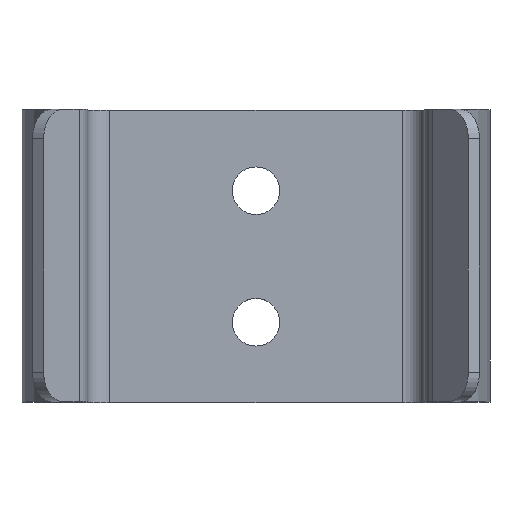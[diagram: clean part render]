
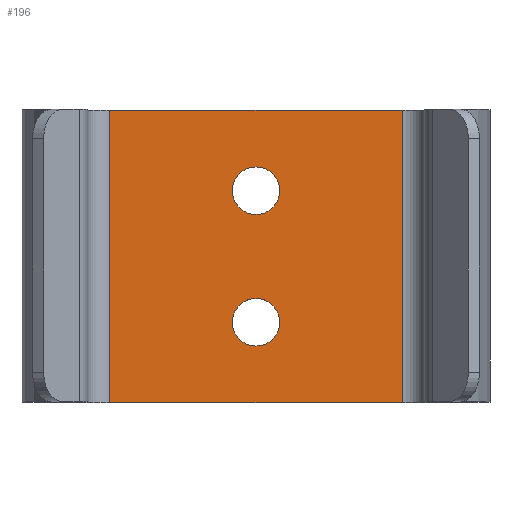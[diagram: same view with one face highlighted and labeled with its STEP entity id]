
A CAD part, top view. The second image highlights one B-rep face of the part: STEP entity #196.
In plain terms, the highlighted planar face has unit normal (0, 0, 1).
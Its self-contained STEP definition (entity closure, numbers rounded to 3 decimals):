
#107=FACE_BOUND('',#280,.T.);
#108=FACE_BOUND('',#281,.T.);
#109=FACE_BOUND('',#282,.T.);
#160=CIRCLE('',#825,3.25);
#161=CIRCLE('',#826,3.25);
#196=ADVANCED_FACE('',(#107,#108,#109),#223,.F.);
#223=PLANE('',#827);
#280=EDGE_LOOP('',(#374));
#281=EDGE_LOOP('',(#375));
#282=EDGE_LOOP('',(#376,#377,#378,#379));
#374=ORIENTED_EDGE('',*,*,#627,.F.);
#375=ORIENTED_EDGE('',*,*,#628,.F.);
#376=ORIENTED_EDGE('',*,*,#629,.T.);
#377=ORIENTED_EDGE('',*,*,#630,.F.);
#378=ORIENTED_EDGE('',*,*,#631,.F.);
#379=ORIENTED_EDGE('',*,*,#625,.T.);
#542=VERTEX_POINT('',#1190);
#543=VERTEX_POINT('',#1192);
#544=VERTEX_POINT('',#1196);
#545=VERTEX_POINT('',#1198);
#546=VERTEX_POINT('',#1200);
#547=VERTEX_POINT('',#1202);
#625=EDGE_CURVE('',#543,#542,#702,.T.);
#627=EDGE_CURVE('',#544,#544,#160,.T.);
#628=EDGE_CURVE('',#545,#545,#161,.T.);
#629=EDGE_CURVE('',#542,#546,#703,.T.);
#630=EDGE_CURVE('',#547,#546,#704,.T.);
#631=EDGE_CURVE('',#543,#547,#705,.T.);
#702=LINE('',#1191,#758);
#703=LINE('',#1199,#759);
#704=LINE('',#1201,#760);
#705=LINE('',#1203,#761);
#758=VECTOR('',#973,1.);
#759=VECTOR('',#982,1.);
#760=VECTOR('',#983,1.);
#761=VECTOR('',#984,1.);
#825=AXIS2_PLACEMENT_3D('',#1195,#978,#979);
#826=AXIS2_PLACEMENT_3D('',#1197,#980,#981);
#827=AXIS2_PLACEMENT_3D('',#1204,#985,#986);
#973=DIRECTION('',(0.,-1.,0.));
#978=DIRECTION('',(0.,0.,1.));
#979=DIRECTION('',(1.,0.,0.));
#980=DIRECTION('',(0.,0.,1.));
#981=DIRECTION('',(1.,0.,0.));
#982=DIRECTION('',(1.,0.,0.));
#983=DIRECTION('',(0.,-1.,0.));
#984=DIRECTION('',(1.,0.,0.));
#985=DIRECTION('',(0.,0.,-1.));
#986=DIRECTION('',(-1.,0.,0.));
#1190=CARTESIAN_POINT('',(-20.,0.,2.));
#1191=CARTESIAN_POINT('',(-20.,40.,2.));
#1192=CARTESIAN_POINT('',(-20.,40.,2.));
#1195=CARTESIAN_POINT('',(0.,29.,2.));
#1196=CARTESIAN_POINT('',(3.25,29.,2.));
#1197=CARTESIAN_POINT('',(0.,11.,2.));
#1198=CARTESIAN_POINT('',(3.25,11.,2.));
#1199=CARTESIAN_POINT('',(0.,0.,2.));
#1200=CARTESIAN_POINT('',(20.,0.,2.));
#1201=CARTESIAN_POINT('',(20.,40.,2.));
#1202=CARTESIAN_POINT('',(20.,40.,2.));
#1203=CARTESIAN_POINT('',(-20.,40.,2.));
#1204=CARTESIAN_POINT('',(0.,40.,2.));
